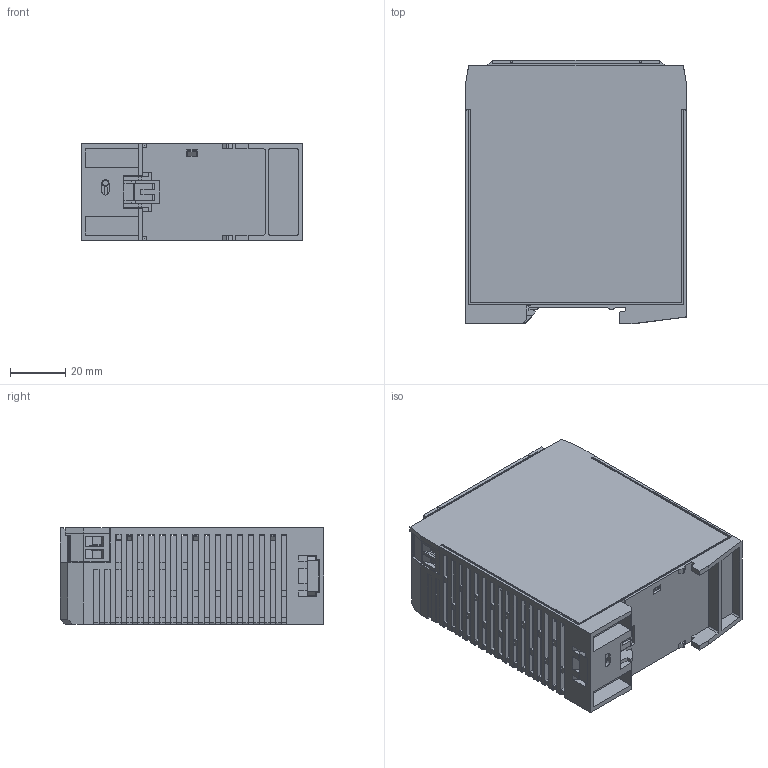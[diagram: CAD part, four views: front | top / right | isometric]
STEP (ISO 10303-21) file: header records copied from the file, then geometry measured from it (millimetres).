
FILE_DESCRIPTION(('STEP AP203'), '1');
FILE_NAME('栖闉罻5', '2021-01-28T15:02:30', (''), (''), 'ASCON STEP Converter 1.6', 'ASCON Math Kernel', '');
FILE_SCHEMA(('CONFIG_CONTROL_DESIGN'));
Length unit declared in the file: millimetre
Bounding box: 80 x 95.5 x 35 mm (x, y, z)
Volume: 230106.6 mm3; surface area: 57098.6 mm2
Topology: 1 solids, 2 shells, 2660 faces, 7727 edges, 5107 vertices
Faces by surface type: plane 2294, cylinder 197, bspline 167, torus 2
Full cylindrical faces by diameter (mm): 0.609 x1, 1.4 x4, 2.8 x4, 3.5 x1, 3.783 x6, 4 x6
Entity records: 110005 total; most frequent: CARTESIAN_POINT 19177, ORIENTED_EDGE 15407, DIRECTION 12754, EDGE_CURVE 7705, LINE 6942, VECTOR 6942, VERTEX_POINT 5107, AXIS2_PLACEMENT_3D 2906
